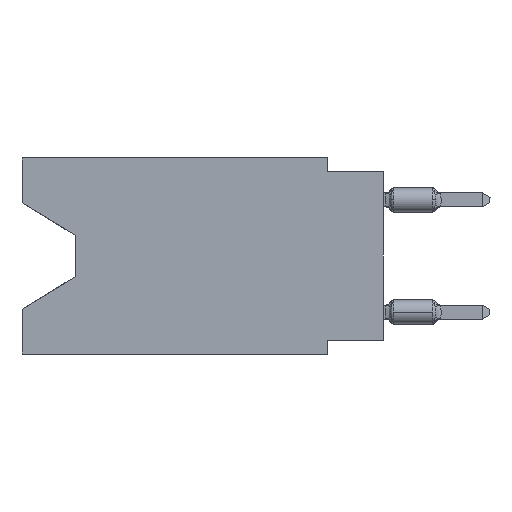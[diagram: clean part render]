
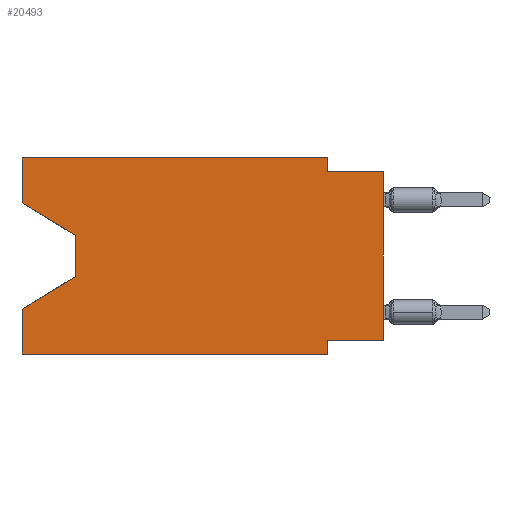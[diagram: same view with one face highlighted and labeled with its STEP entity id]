
A CAD part, left-side view. The second image highlights one B-rep face of the part: STEP entity #20493.
In plain terms, the highlighted planar face has unit normal (-1, 0, 0).
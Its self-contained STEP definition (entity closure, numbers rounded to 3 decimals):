
#226 = ORIENTED_EDGE ( 'NONE', *, *, #3140, .T. ) ;
#472 = LINE ( 'NONE', #758, #10299 ) ;
#699 = EDGE_CURVE ( 'NONE', #22702, #5551, #4091, .T. ) ;
#758 = CARTESIAN_POINT ( 'NONE',  ( 0., 2.54, -8.89 ) ) ;
#1367 = VECTOR ( 'NONE', #12436, 1000. ) ;
#2037 = ORIENTED_EDGE ( 'NONE', *, *, #2268, .T. ) ;
#2202 = VECTOR ( 'NONE', #19265, 1000. ) ;
#2268 = EDGE_CURVE ( 'NONE', #3712, #20279, #21075, .T. ) ;
#2287 = LINE ( 'NONE', #4096, #23445 ) ;
#2974 = CARTESIAN_POINT ( 'NONE',  ( 0., 16.383, -2.038 ) ) ;
#3140 = EDGE_CURVE ( 'NONE', #24129, #5551, #14536, .T. ) ;
#3376 = DIRECTION ( 'NONE',  ( 0., -0.855, -0.519 ) ) ;
#3712 = VERTEX_POINT ( 'NONE', #13644 ) ;
#3841 = DIRECTION ( 'NONE',  ( 0., -1., 0. ) ) ;
#4072 = PLANE ( 'NONE',  #16661 ) ;
#4091 = LINE ( 'NONE', #6720, #12604 ) ;
#4096 = CARTESIAN_POINT ( 'NONE',  ( 0., 0., -8.255 ) ) ;
#4429 = EDGE_CURVE ( 'NONE', #16667, #12896, #472, .T. ) ;
#5119 = ORIENTED_EDGE ( 'NONE', *, *, #15392, .F. ) ;
#5267 = ORIENTED_EDGE ( 'NONE', *, *, #7169, .T. ) ;
#5551 = VERTEX_POINT ( 'NONE', #8821 ) ;
#5696 = LINE ( 'NONE', #12484, #16649 ) ;
#6297 = FACE_OUTER_BOUND ( 'NONE', #7773, .T. ) ;
#6537 = ORIENTED_EDGE ( 'NONE', *, *, #20781, .F. ) ;
#6720 = CARTESIAN_POINT ( 'NONE',  ( 0., 16.383, 0. ) ) ;
#7169 = EDGE_CURVE ( 'NONE', #22702, #12896, #8794, .T. ) ;
#7767 = DIRECTION ( 'NONE',  ( 0., 0., -1. ) ) ;
#7773 = EDGE_LOOP ( 'NONE', ( #21093, #9354, #226, #21411, #5267, #12785, #12498, #2037, #6537, #9484, #5119, #9068 ) ) ;
#7826 = EDGE_CURVE ( 'NONE', #18954, #24129, #25348, .T. ) ;
#8205 = DIRECTION ( 'NONE',  ( 0., 0., 1. ) ) ;
#8547 = EDGE_CURVE ( 'NONE', #21869, #18954, #21976, .T. ) ;
#8794 = LINE ( 'NONE', #23778, #16673 ) ;
#8821 = CARTESIAN_POINT ( 'NONE',  ( 0., 16.383, -6.852 ) ) ;
#9068 = ORIENTED_EDGE ( 'NONE', *, *, #11977, .F. ) ;
#9354 = ORIENTED_EDGE ( 'NONE', *, *, #7826, .T. ) ;
#9484 = ORIENTED_EDGE ( 'NONE', *, *, #16639, .F. ) ;
#9504 = CARTESIAN_POINT ( 'NONE',  ( 0., 2.54, 0. ) ) ;
#9923 = CARTESIAN_POINT ( 'NONE',  ( 0., 2.54, -8.89 ) ) ;
#10299 = VECTOR ( 'NONE', #23794, 1000. ) ;
#10462 = DIRECTION ( 'NONE',  ( 1., 0., 0. ) ) ;
#11977 = EDGE_CURVE ( 'NONE', #21869, #14842, #27213, .T. ) ;
#12436 = DIRECTION ( 'NONE',  ( 0., 0.855, -0.519 ) ) ;
#12484 = CARTESIAN_POINT ( 'NONE',  ( 0., 2.54, 0. ) ) ;
#12498 = ORIENTED_EDGE ( 'NONE', *, *, #24297, .F. ) ;
#12604 = VECTOR ( 'NONE', #25319, 1000. ) ;
#12755 = VERTEX_POINT ( 'NONE', #9504 ) ;
#12785 = ORIENTED_EDGE ( 'NONE', *, *, #4429, .F. ) ;
#12896 = VERTEX_POINT ( 'NONE', #9923 ) ;
#13206 = CARTESIAN_POINT ( 'NONE',  ( 0., 16.383, -2.038 ) ) ;
#13241 = DIRECTION ( 'NONE',  ( 0., -1., 0. ) ) ;
#13644 = CARTESIAN_POINT ( 'NONE',  ( 0., 0., -8.255 ) ) ;
#13929 = LINE ( 'NONE', #22369, #22398 ) ;
#14105 = CARTESIAN_POINT ( 'NONE',  ( 0., 2.54, -0.635 ) ) ;
#14179 = CARTESIAN_POINT ( 'NONE',  ( 0., 2.54, -8.255 ) ) ;
#14536 = LINE ( 'NONE', #27265, #1367 ) ;
#14780 = VECTOR ( 'NONE', #3841, 1000. ) ;
#14842 = VERTEX_POINT ( 'NONE', #20015 ) ;
#15392 = EDGE_CURVE ( 'NONE', #14842, #12755, #16486, .T. ) ;
#16486 = LINE ( 'NONE', #22854, #14780 ) ;
#16633 = CARTESIAN_POINT ( 'NONE',  ( 0., 13.97, -3.505 ) ) ;
#16639 = EDGE_CURVE ( 'NONE', #12755, #25717, #5696, .T. ) ;
#16649 = VECTOR ( 'NONE', #7767, 1000. ) ;
#16661 = AXIS2_PLACEMENT_3D ( 'NONE', #16857, #10462, #25298 ) ;
#16667 = VERTEX_POINT ( 'NONE', #14179 ) ;
#16673 = VECTOR ( 'NONE', #13241, 1000. ) ;
#16695 = VECTOR ( 'NONE', #19105, 1000. ) ;
#16857 = CARTESIAN_POINT ( 'NONE',  ( 0., 16.383, 0. ) ) ;
#17698 = CARTESIAN_POINT ( 'NONE',  ( 0., 13.97, -3.505 ) ) ;
#18000 = CARTESIAN_POINT ( 'NONE',  ( 0., 13.97, -5.385 ) ) ;
#18115 = CARTESIAN_POINT ( 'NONE',  ( 0., 0., -0.635 ) ) ;
#18954 = VERTEX_POINT ( 'NONE', #17698 ) ;
#19105 = DIRECTION ( 'NONE',  ( 0., 0., -1. ) ) ;
#19265 = DIRECTION ( 'NONE',  ( 0., 0., 1. ) ) ;
#19437 = VECTOR ( 'NONE', #8205, 1000. ) ;
#20015 = CARTESIAN_POINT ( 'NONE',  ( 0., 16.383, 0. ) ) ;
#20170 = CARTESIAN_POINT ( 'NONE',  ( 0., 16.383, -8.89 ) ) ;
#20279 = VERTEX_POINT ( 'NONE', #18115 ) ;
#20493 = ADVANCED_FACE ( 'NONE', ( #6297 ), #4072, .F. ) ;
#20781 = EDGE_CURVE ( 'NONE', #25717, #20279, #13929, .T. ) ;
#21075 = LINE ( 'NONE', #23168, #2202 ) ;
#21093 = ORIENTED_EDGE ( 'NONE', *, *, #8547, .T. ) ;
#21411 = ORIENTED_EDGE ( 'NONE', *, *, #699, .F. ) ;
#21869 = VERTEX_POINT ( 'NONE', #13206 ) ;
#21976 = LINE ( 'NONE', #2974, #24707 ) ;
#22369 = CARTESIAN_POINT ( 'NONE',  ( 0., 0., -0.635 ) ) ;
#22398 = VECTOR ( 'NONE', #26672, 1000. ) ;
#22522 = CARTESIAN_POINT ( 'NONE',  ( 0., 16.383, 0. ) ) ;
#22702 = VERTEX_POINT ( 'NONE', #20170 ) ;
#22854 = CARTESIAN_POINT ( 'NONE',  ( 0., 16.383, 0. ) ) ;
#23168 = CARTESIAN_POINT ( 'NONE',  ( 0., 0., 0. ) ) ;
#23445 = VECTOR ( 'NONE', #25590, 1000. ) ;
#23778 = CARTESIAN_POINT ( 'NONE',  ( 0., 16.383, -8.89 ) ) ;
#23794 = DIRECTION ( 'NONE',  ( 0., 0., -1. ) ) ;
#24129 = VERTEX_POINT ( 'NONE', #18000 ) ;
#24297 = EDGE_CURVE ( 'NONE', #3712, #16667, #2287, .T. ) ;
#24707 = VECTOR ( 'NONE', #3376, 1000. ) ;
#25298 = DIRECTION ( 'NONE',  ( 0., 0., -1. ) ) ;
#25319 = DIRECTION ( 'NONE',  ( 0., 0., 1. ) ) ;
#25348 = LINE ( 'NONE', #16633, #16695 ) ;
#25590 = DIRECTION ( 'NONE',  ( 0., 1., 0. ) ) ;
#25717 = VERTEX_POINT ( 'NONE', #14105 ) ;
#26672 = DIRECTION ( 'NONE',  ( 0., -1., 0. ) ) ;
#27213 = LINE ( 'NONE', #22522, #19437 ) ;
#27265 = CARTESIAN_POINT ( 'NONE',  ( 0., 13.97, -5.385 ) ) ;
